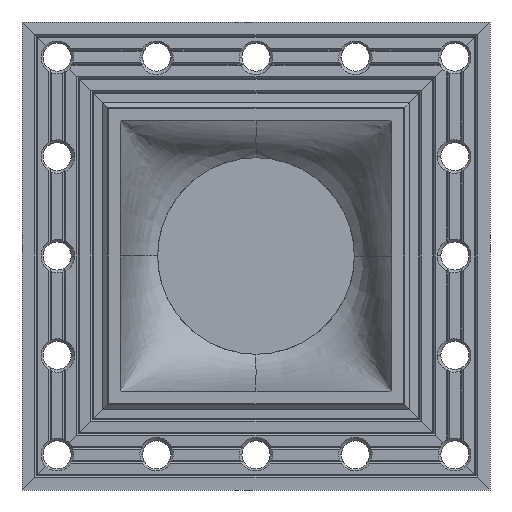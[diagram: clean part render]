
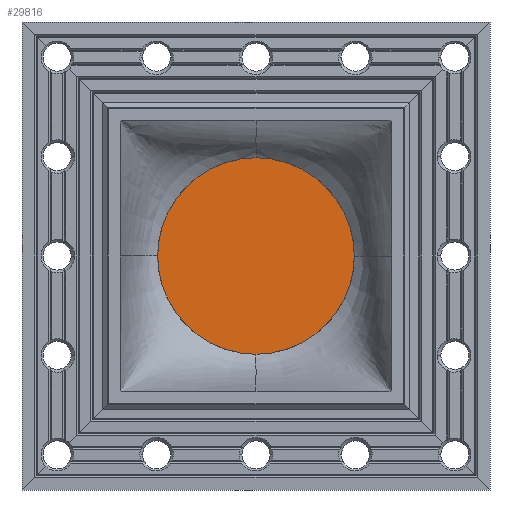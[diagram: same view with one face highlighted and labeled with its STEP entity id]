
A CAD part, front view. The second image highlights one B-rep face of the part: STEP entity #29816.
In plain terms, the highlighted planar face has unit normal (0, -1, 0).
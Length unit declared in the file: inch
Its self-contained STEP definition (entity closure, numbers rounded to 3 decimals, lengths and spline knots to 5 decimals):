
#2478 = DIRECTION ( 'NONE',  ( 0.707, 0., -0.707 ) ) ;
#2599 = CARTESIAN_POINT ( 'NONE',  ( 0., 1.12598, 0. ) ) ;
#2756 = DIRECTION ( 'NONE',  ( 0., -1., 0. ) ) ;
#3728 = AXIS2_PLACEMENT_3D ( 'NONE', #2599, #2756, #2478 ) ;
#3826 = AXIS2_PLACEMENT_3D ( 'NONE', #17780, #17784, #17796 ) ;
#4628 = AXIS2_PLACEMENT_3D ( 'NONE', #20316, #20320, #20321 ) ;
#6828 = VERTEX_POINT ( 'NONE', #39511 ) ;
#11222 = EDGE_LOOP ( 'NONE', ( #44199, #44206 ) ) ;
#12235 = EDGE_CURVE ( 'NONE', #19998, #6828, #36262, .T. ) ;
#13095 = EDGE_CURVE ( 'NONE', #6828, #19998, #36389, .T. ) ;
#16119 = FACE_OUTER_BOUND ( 'NONE', #11222, .T. ) ;
#17780 = CARTESIAN_POINT ( 'NONE',  ( 0., 1.12598, 0. ) ) ;
#17784 = DIRECTION ( 'NONE',  ( 0., -1., 0. ) ) ;
#17796 = DIRECTION ( 'NONE',  ( 0.707, 0., -0.707 ) ) ;
#19998 = VERTEX_POINT ( 'NONE', #42836 ) ;
#20316 = CARTESIAN_POINT ( 'NONE',  ( 0., 1.12598, 0. ) ) ;
#20318 = PLANE ( 'NONE',  #4628 ) ;
#20320 = DIRECTION ( 'NONE',  ( 0., -1., 0. ) ) ;
#20321 = DIRECTION ( 'NONE',  ( 0.707, 0., -0.707 ) ) ;
#29816 = ADVANCED_FACE ( 'NONE', ( #16119 ), #20318, .T. ) ;
#36262 = CIRCLE ( 'NONE', #3826, 0.88583 ) ;
#36389 = CIRCLE ( 'NONE', #3728, 0.88583 ) ;
#39511 = CARTESIAN_POINT ( 'NONE',  ( -0.62637, 1.12598, 0.62637 ) ) ;
#42836 = CARTESIAN_POINT ( 'NONE',  ( 0.62637, 1.12598, -0.62637 ) ) ;
#44199 = ORIENTED_EDGE ( 'NONE', *, *, #13095, .T. ) ;
#44206 = ORIENTED_EDGE ( 'NONE', *, *, #12235, .T. ) ;
